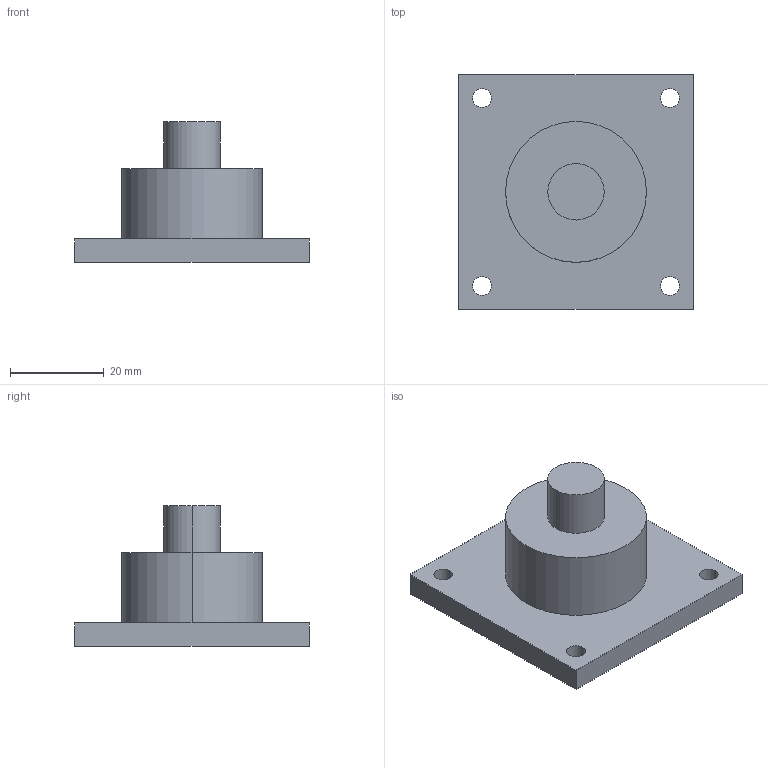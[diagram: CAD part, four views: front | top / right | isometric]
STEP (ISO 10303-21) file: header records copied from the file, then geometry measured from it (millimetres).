
FILE_DESCRIPTION(('produced by SPATIAL CORP'),'2;1');
FILE_NAME('pitch_motor.hh.sat.stp' ,'2002-04-12T11:55:05+00:00',('SPATIAL CORP'),('SPATIAL CORP'), 'ACIS STEP Husk','http://www.spatial.com','SPATIAL CORP');
FILE_SCHEMA(('CONFIG_CONTROL_DESIGN'));
Length unit declared in the file: millimetre
Products named in the file (1): PRODUCT_ID_1
Bounding box: 50 x 50 x 30 mm (x, y, z)
Volume: 23982.5 mm3; surface area: 7941.5 mm2
Topology: 1 solids, 1 shells, 20 faces, 48 edges, 32 vertices
Faces by surface type: cylinder 12, plane 8
Entity records: 607 total; most frequent: ORIENTED_EDGE 96, CARTESIAN_POINT 82, DIRECTION 76, EDGE_CURVE 48, VERTEX_POINT 32, EDGE_LOOP 30, FACE_BOUND 30, AXIS2_PLACEMENT_3D 26
